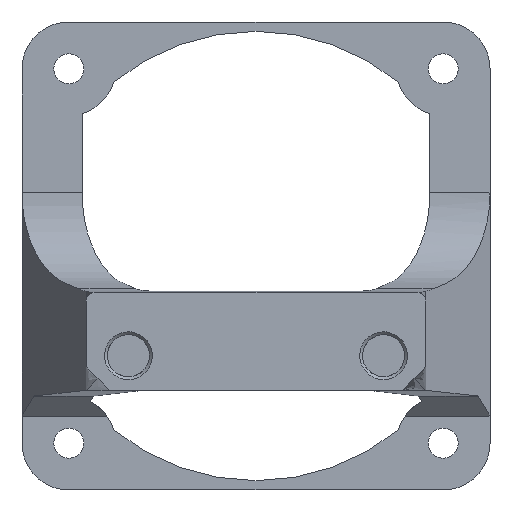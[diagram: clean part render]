
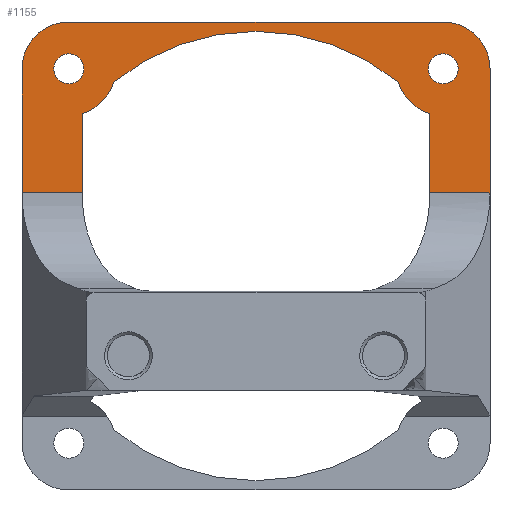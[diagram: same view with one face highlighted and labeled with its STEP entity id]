
A CAD part, front view. The second image highlights one B-rep face of the part: STEP entity #1155.
In plain terms, the highlighted planar face has unit normal (0, -1, 0).
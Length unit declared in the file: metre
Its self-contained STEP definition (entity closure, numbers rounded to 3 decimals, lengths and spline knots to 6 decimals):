
#58=CIRCLE('',#1248,0.0016);
#59=CIRCLE('',#1249,0.0016);
#60=CIRCLE('',#1250,0.005);
#61=CIRCLE('',#1251,0.005);
#62=CIRCLE('',#1252,0.005);
#63=CIRCLE('',#1253,0.024);
#64=CIRCLE('',#1254,0.005);
#147=ORIENTED_EDGE('',*,*,#483,.T.);
#148=ORIENTED_EDGE('',*,*,#484,.T.);
#149=ORIENTED_EDGE('',*,*,#485,.T.);
#150=ORIENTED_EDGE('',*,*,#486,.T.);
#151=ORIENTED_EDGE('',*,*,#487,.T.);
#152=ORIENTED_EDGE('',*,*,#488,.T.);
#153=ORIENTED_EDGE('',*,*,#489,.T.);
#154=ORIENTED_EDGE('',*,*,#490,.T.);
#155=ORIENTED_EDGE('',*,*,#491,.T.);
#156=ORIENTED_EDGE('',*,*,#492,.T.);
#157=ORIENTED_EDGE('',*,*,#493,.F.);
#158=ORIENTED_EDGE('',*,*,#494,.T.);
#159=ORIENTED_EDGE('',*,*,#495,.T.);
#160=ORIENTED_EDGE('',*,*,#496,.T.);
#483=EDGE_CURVE('',#648,#648,#58,.T.);
#484=EDGE_CURVE('',#649,#649,#59,.T.);
#485=EDGE_CURVE('',#650,#624,#753,.T.);
#486=EDGE_CURVE('',#624,#633,#754,.F.);
#487=EDGE_CURVE('',#633,#651,#755,.T.);
#488=EDGE_CURVE('',#651,#652,#60,.T.);
#489=EDGE_CURVE('',#652,#653,#756,.T.);
#490=EDGE_CURVE('',#653,#654,#61,.T.);
#491=EDGE_CURVE('',#654,#655,#757,.T.);
#492=EDGE_CURVE('',#655,#656,#758,.F.);
#493=EDGE_CURVE('',#657,#656,#759,.T.);
#494=EDGE_CURVE('',#657,#658,#62,.T.);
#495=EDGE_CURVE('',#658,#659,#63,.T.);
#496=EDGE_CURVE('',#659,#650,#64,.T.);
#624=VERTEX_POINT('',#1705);
#633=VERTEX_POINT('',#1726);
#648=VERTEX_POINT('',#1762);
#649=VERTEX_POINT('',#1764);
#650=VERTEX_POINT('',#1766);
#651=VERTEX_POINT('',#1769);
#652=VERTEX_POINT('',#1771);
#653=VERTEX_POINT('',#1773);
#654=VERTEX_POINT('',#1775);
#655=VERTEX_POINT('',#1777);
#656=VERTEX_POINT('',#1779);
#657=VERTEX_POINT('',#1781);
#658=VERTEX_POINT('',#1783);
#659=VERTEX_POINT('',#1785);
#753=LINE('',#1765,#862);
#754=LINE('',#1767,#863);
#755=LINE('',#1768,#864);
#756=LINE('',#1772,#865);
#757=LINE('',#1776,#866);
#758=LINE('',#1778,#867);
#759=LINE('',#1780,#868);
#862=VECTOR('',#1412,1.);
#863=VECTOR('',#1413,1.);
#864=VECTOR('',#1414,1.);
#865=VECTOR('',#1417,1.);
#866=VECTOR('',#1420,1.);
#867=VECTOR('',#1421,1.);
#868=VECTOR('',#1422,1.);
#954=EDGE_LOOP('',(#147));
#955=EDGE_LOOP('',(#148));
#956=EDGE_LOOP('',(#149,#150,#151,#152,#153,#154,#155,#156,#157,#158,#159,
#160));
#1039=FACE_BOUND('',#954,.T.);
#1040=FACE_BOUND('',#955,.T.);
#1041=FACE_BOUND('',#956,.T.);
#1122=PLANE('',#1247);
#1155=ADVANCED_FACE('',(#1039,#1040,#1041),#1122,.T.);
#1247=AXIS2_PLACEMENT_3D('',#1760,#1406,#1407);
#1248=AXIS2_PLACEMENT_3D('',#1761,#1408,#1409);
#1249=AXIS2_PLACEMENT_3D('',#1763,#1410,#1411);
#1250=AXIS2_PLACEMENT_3D('',#1770,#1415,#1416);
#1251=AXIS2_PLACEMENT_3D('',#1774,#1418,#1419);
#1252=AXIS2_PLACEMENT_3D('',#1782,#1423,#1424);
#1253=AXIS2_PLACEMENT_3D('',#1784,#1425,#1426);
#1254=AXIS2_PLACEMENT_3D('',#1786,#1427,#1428);
#1406=DIRECTION('',(0.,-1.,0.));
#1407=DIRECTION('',(0.,0.,-1.));
#1408=DIRECTION('',(0.,1.,0.));
#1409=DIRECTION('',(1.,0.,0.));
#1410=DIRECTION('',(0.,1.,0.));
#1411=DIRECTION('',(1.,0.,0.));
#1412=DIRECTION('',(0.,0.,-1.));
#1413=DIRECTION('',(-1.,0.,0.));
#1414=DIRECTION('',(0.,0.,1.));
#1415=DIRECTION('',(0.,-1.,0.));
#1416=DIRECTION('',(1.,0.,0.));
#1417=DIRECTION('',(-1.,0.,0.));
#1418=DIRECTION('',(0.,-1.,0.));
#1419=DIRECTION('',(1.,0.,0.));
#1420=DIRECTION('',(0.,0.,-1.));
#1421=DIRECTION('',(-1.,0.,0.));
#1422=DIRECTION('',(0.,0.,-1.));
#1423=DIRECTION('',(0.,-1.,0.));
#1424=DIRECTION('',(1.,0.,0.));
#1425=DIRECTION('',(0.,1.,0.));
#1426=DIRECTION('',(1.,0.,0.));
#1427=DIRECTION('',(0.,-1.,0.));
#1428=DIRECTION('',(1.,0.,0.));
#1705=CARTESIAN_POINT('',(0.018443,0.12775,0.054606));
#1726=CARTESIAN_POINT('',(0.024878,0.12775,0.054606));
#1760=CARTESIAN_POINT('',(-0.000122,0.12775,0.04785));
#1761=CARTESIAN_POINT('',(-0.020122,0.12775,0.06785));
#1762=CARTESIAN_POINT('',(-0.018522,0.12775,0.06785));
#1763=CARTESIAN_POINT('',(0.019878,0.12775,0.06785));
#1764=CARTESIAN_POINT('',(0.021478,0.12775,0.06785));
#1765=CARTESIAN_POINT('',(0.018443,0.12775,0.040245));
#1766=CARTESIAN_POINT('',(0.018443,0.12775,0.06306));
#1767=CARTESIAN_POINT('',(0.024878,0.12775,0.054606));
#1768=CARTESIAN_POINT('',(0.024878,0.12775,0.055455));
#1769=CARTESIAN_POINT('',(0.024878,0.12775,0.06785));
#1770=CARTESIAN_POINT('',(0.019878,0.12775,0.06785));
#1771=CARTESIAN_POINT('',(0.019878,0.12775,0.07285));
#1772=CARTESIAN_POINT('',(-0.020122,0.12775,0.07285));
#1773=CARTESIAN_POINT('',(-0.020122,0.12775,0.07285));
#1774=CARTESIAN_POINT('',(-0.020122,0.12775,0.06785));
#1775=CARTESIAN_POINT('',(-0.025122,0.12775,0.06785));
#1776=CARTESIAN_POINT('',(-0.025122,0.12775,0.05785));
#1777=CARTESIAN_POINT('',(-0.025122,0.12775,0.054606));
#1778=CARTESIAN_POINT('',(-0.018687,0.12775,0.054606));
#1779=CARTESIAN_POINT('',(-0.018687,0.12775,0.054606));
#1780=CARTESIAN_POINT('',(-0.018687,0.12775,0.06306));
#1781=CARTESIAN_POINT('',(-0.018687,0.12775,0.06306));
#1782=CARTESIAN_POINT('',(-0.020122,0.12775,0.06785));
#1783=CARTESIAN_POINT('',(-0.015332,0.12775,0.066415));
#1784=CARTESIAN_POINT('',(-0.000122,0.12775,0.04785));
#1785=CARTESIAN_POINT('',(0.015088,0.12775,0.066415));
#1786=CARTESIAN_POINT('',(0.019878,0.12775,0.06785));
